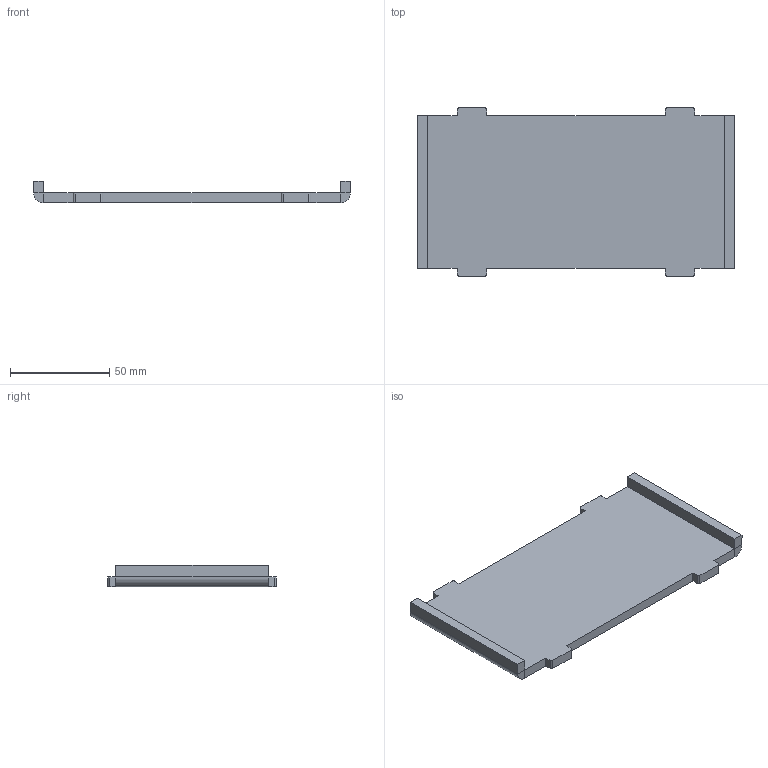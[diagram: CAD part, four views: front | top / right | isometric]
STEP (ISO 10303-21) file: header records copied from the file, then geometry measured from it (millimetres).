
FILE_DESCRIPTION (( 'STEP AP203' ), '1' );
FILE_NAME ('3927-35-20_REV_.step', '2026-02-22T20:36:07', ( '' ), ( '' ), 'SwSTEP 2.0', 'SolidWorks 2025', '' );
FILE_SCHEMA (( 'CONFIG_CONTROL_DESIGN' ));
Length unit declared in the file: millimetre
Products named in the file (1): 3927-35-20_REV_
Bounding box: 160 x 85 x 11 mm (x, y, z)
Volume: 66585.2 mm3; surface area: 29245.5 mm2
Topology: 1 solids, 1 shells, 44 faces, 110 edges, 68 vertices
Faces by surface type: plane 34, cylinder 10
Entity records: 1347 total; most frequent: CARTESIAN_POINT 239, ORIENTED_EDGE 220, DIRECTION 204, EDGE_CURVE 110, VECTOR 74, LINE 74, VERTEX_POINT 68, AXIS2_PLACEMENT_3D 65
